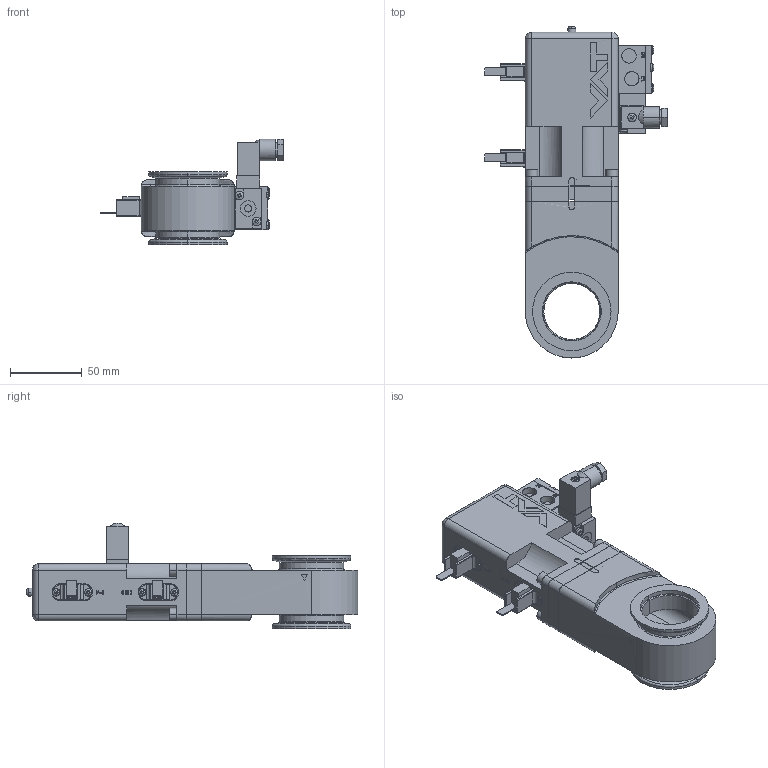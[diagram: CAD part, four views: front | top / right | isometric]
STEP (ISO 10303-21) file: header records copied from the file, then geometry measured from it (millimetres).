
FILE_DESCRIPTION (( 'STEP AP214' ), '1' );
FILE_NAME ('PFD58200.step', '2017-07-10T11:05:25', ( 'install' ), ( '' ), 'SwSTEP 2.0', 'SolidWorks 2015', '' );
FILE_SCHEMA (( 'AUTOMOTIVE_DESIGN' ));
Length unit declared in the file: millimetre
Products named in the file (1): PFD58200
Bounding box: 127.7 x 232.1 x 73.7 mm (x, y, z)
Surface area: 90808.1 mm2 (no closed solid volume)
Topology: 0 solids, 39 shells, 605 faces, 1964 edges, 1395 vertices
Faces by surface type: plane 372, cylinder 145, bspline 49, cone 23, torus 16
Entity records: 33329 total; most frequent: CARTESIAN_POINT 14349, ORIENTED_EDGE 3194, DIRECTION 2765, EDGE_CURVE 1939, VERTEX_POINT 1390, LINE 1111, VECTOR 1111, AXIS2_PLACEMENT_3D 827
